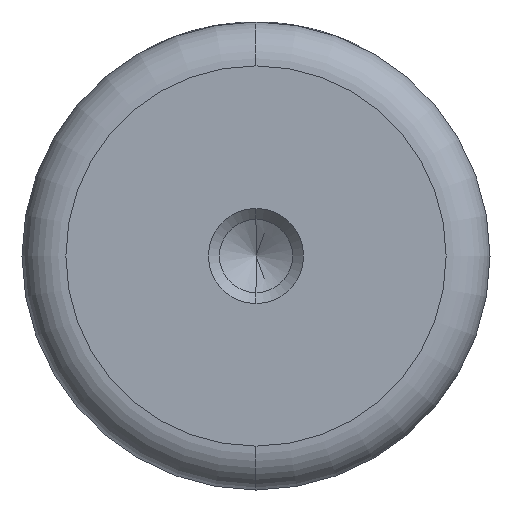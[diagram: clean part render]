
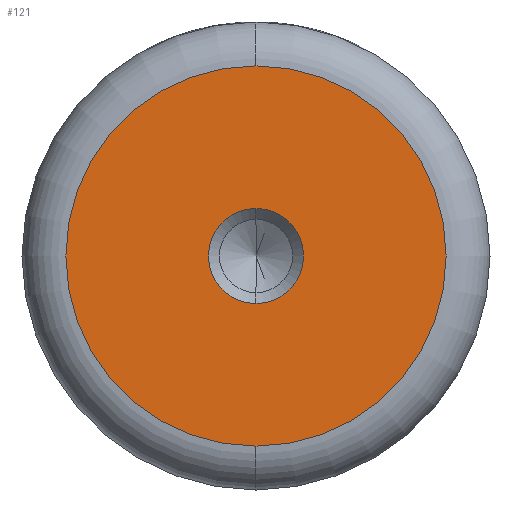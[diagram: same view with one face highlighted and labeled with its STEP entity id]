
A CAD part, left-side view. The second image highlights one B-rep face of the part: STEP entity #121.
In plain terms, the highlighted planar face has unit normal (-1, 0, 0).
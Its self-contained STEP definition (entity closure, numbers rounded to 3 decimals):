
#33 = FACE_OUTER_BOUND ( 'NONE', #511, .T. ) ;
#34 = EDGE_CURVE ( 'NONE', #1396, #1174, #133, .T. ) ;
#54 = FACE_BOUND ( 'NONE', #1208, .T. ) ;
#113 = VERTEX_POINT ( 'NONE', #736 ) ;
#121 = ADVANCED_FACE ( 'NONE', ( #54, #33 ), #950, .T. ) ;
#123 = CARTESIAN_POINT ( 'NONE',  ( 0., 0., 0. ) ) ;
#128 = VERTEX_POINT ( 'NONE', #635 ) ;
#133 = CIRCLE ( 'NONE', #420, 13. ) ;
#176 = CARTESIAN_POINT ( 'NONE',  ( 0., 0., 0. ) ) ;
#213 = ORIENTED_EDGE ( 'NONE', *, *, #744, .F. ) ;
#241 = ORIENTED_EDGE ( 'NONE', *, *, #34, .T. ) ;
#299 = DIRECTION ( 'NONE',  ( 0., 0., 1. ) ) ;
#330 = CARTESIAN_POINT ( 'NONE',  ( 0., 0., 13. ) ) ;
#335 = CIRCLE ( 'NONE', #776, 3.25 ) ;
#363 = DIRECTION ( 'NONE',  ( -1., 0., 0. ) ) ;
#377 = DIRECTION ( 'NONE',  ( -1., 0., 0. ) ) ;
#406 = DIRECTION ( 'NONE',  ( -1., 0., 0. ) ) ;
#411 = AXIS2_PLACEMENT_3D ( 'NONE', #1031, #377, #1142 ) ;
#420 = AXIS2_PLACEMENT_3D ( 'NONE', #123, #512, #837 ) ;
#511 = EDGE_LOOP ( 'NONE', ( #241, #1120 ) ) ;
#512 = DIRECTION ( 'NONE',  ( -1., 0., 0. ) ) ;
#604 = AXIS2_PLACEMENT_3D ( 'NONE', #176, #953, #299 ) ;
#635 = CARTESIAN_POINT ( 'NONE',  ( 0., 0., 3.25 ) ) ;
#736 = CARTESIAN_POINT ( 'NONE',  ( 0., 0., -3.25 ) ) ;
#744 = EDGE_CURVE ( 'NONE', #113, #128, #335, .T. ) ;
#776 = AXIS2_PLACEMENT_3D ( 'NONE', #1017, #363, #1126 ) ;
#780 = EDGE_CURVE ( 'NONE', #128, #113, #1171, .T. ) ;
#786 = CIRCLE ( 'NONE', #604, 13. ) ;
#835 = CARTESIAN_POINT ( 'NONE',  ( 0., 0., 0. ) ) ;
#837 = DIRECTION ( 'NONE',  ( 0., 0., 1. ) ) ;
#860 = AXIS2_PLACEMENT_3D ( 'NONE', #835, #406, #1173 ) ;
#910 = ORIENTED_EDGE ( 'NONE', *, *, #780, .F. ) ;
#950 = PLANE ( 'NONE',  #860 ) ;
#953 = DIRECTION ( 'NONE',  ( -1., 0., 0. ) ) ;
#1017 = CARTESIAN_POINT ( 'NONE',  ( 0., 0., 0. ) ) ;
#1031 = CARTESIAN_POINT ( 'NONE',  ( 0., 0., 0. ) ) ;
#1071 = EDGE_CURVE ( 'NONE', #1174, #1396, #786, .T. ) ;
#1084 = CARTESIAN_POINT ( 'NONE',  ( 0., 0., -13. ) ) ;
#1120 = ORIENTED_EDGE ( 'NONE', *, *, #1071, .T. ) ;
#1126 = DIRECTION ( 'NONE',  ( 0., 0., 1. ) ) ;
#1142 = DIRECTION ( 'NONE',  ( 0., 0., 1. ) ) ;
#1171 = CIRCLE ( 'NONE', #411, 3.25 ) ;
#1173 = DIRECTION ( 'NONE',  ( 0., 0., 1. ) ) ;
#1174 = VERTEX_POINT ( 'NONE', #1084 ) ;
#1208 = EDGE_LOOP ( 'NONE', ( #910, #213 ) ) ;
#1396 = VERTEX_POINT ( 'NONE', #330 ) ;
